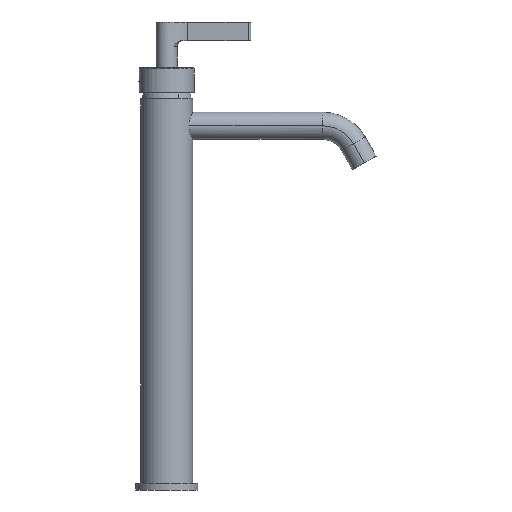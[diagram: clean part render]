
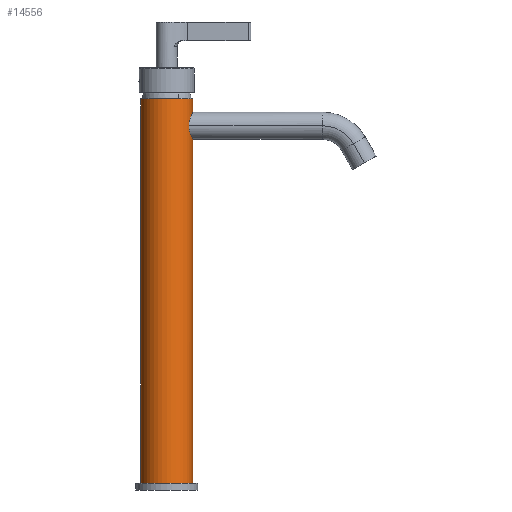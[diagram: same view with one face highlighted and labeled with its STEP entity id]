
A CAD part, front view. The second image highlights one B-rep face of the part: STEP entity #14556.
In plain terms, the highlighted cylindrical face has radius 21 mm (diameter 42 mm), a partial arc.
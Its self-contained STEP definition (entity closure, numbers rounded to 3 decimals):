
#14351=CARTESIAN_POINT('Vertex',(21.,0.,246.5)) ;
#14353=CARTESIAN_POINT('Vertex',(-21.,0.,246.5)) ;
#14356=CARTESIAN_POINT('Axis2P3D Location',(0.,0.,246.5)) ;
#14416=CARTESIAN_POINT('Axis2P3D Location',(0.,0.,114.5)) ;
#14421=CARTESIAN_POINT('Line Origine',(21.,0.,114.5)) ;
#14425=CARTESIAN_POINT('Vertex',(21.,0.,235.5)) ;
#14463=CARTESIAN_POINT('Vertex',(21.,0.,213.5)) ;
#14466=CARTESIAN_POINT('Line Origine',(21.,0.,114.5)) ;
#14470=CARTESIAN_POINT('Vertex',(21.,0.,-65.)) ;
#14477=CARTESIAN_POINT('Vertex',(-21.,0.,-65.)) ;
#14480=CARTESIAN_POINT('Line Origine',(-21.,0.,114.5)) ;
#14484=CARTESIAN_POINT('Vertex',(-21.,0.,234.5)) ;
#14487=CARTESIAN_POINT('Line Origine',(-21.,0.,114.5)) ;
#14504=CARTESIAN_POINT('Axis2P3D Location',(0.,0.,-65.)) ;
#14510=CARTESIAN_POINT('Control Point',(17.889,-11.,224.5)) ;
#14511=CARTESIAN_POINT('Control Point',(17.889,-11.,223.122)) ;
#14512=CARTESIAN_POINT('Control Point',(18.021,-10.784,221.744)) ;
#14513=CARTESIAN_POINT('Control Point',(18.286,-10.354,220.434)) ;
#14514=CARTESIAN_POINT('Control Point',(18.842,-9.344,218.433)) ;
#14515=CARTESIAN_POINT('Control Point',(19.475,-7.897,216.768)) ;
#14516=CARTESIAN_POINT('Control Point',(19.725,-7.259,216.166)) ;
#14517=CARTESIAN_POINT('Control Point',(20.289,-5.612,214.894)) ;
#14518=CARTESIAN_POINT('Control Point',(20.725,-3.676,214.024)) ;
#14519=CARTESIAN_POINT('Control Point',(20.909,-2.479,213.675)) ;
#14520=CARTESIAN_POINT('Control Point',(21.,-1.24,213.5)) ;
#14521=CARTESIAN_POINT('Control Point',(21.,0.,213.5)) ;
#14522=CARTESIAN_POINT('Vertex',(17.889,-11.,224.5)) ;
#14526=CARTESIAN_POINT('Control Point',(17.889,-11.,224.5)) ;
#14527=CARTESIAN_POINT('Control Point',(17.889,-11.,225.878)) ;
#14528=CARTESIAN_POINT('Control Point',(18.021,-10.784,227.256)) ;
#14529=CARTESIAN_POINT('Control Point',(18.286,-10.354,228.566)) ;
#14530=CARTESIAN_POINT('Control Point',(18.912,-9.217,230.819)) ;
#14531=CARTESIAN_POINT('Control Point',(19.635,-7.526,232.645)) ;
#14532=CARTESIAN_POINT('Control Point',(19.963,-6.634,233.389)) ;
#14533=CARTESIAN_POINT('Control Point',(20.256,-5.646,234.013)) ;
#14534=CARTESIAN_POINT('Control Point',(20.494,-4.583,234.5)) ;
#14535=CARTESIAN_POINT('Vertex',(20.494,-4.583,234.5)) ;
#14539=CARTESIAN_POINT('Control Point',(20.494,-4.583,234.5)) ;
#14540=CARTESIAN_POINT('Control Point',(20.731,-3.522,234.986)) ;
#14541=CARTESIAN_POINT('Control Point',(20.91,-2.381,235.328)) ;
#14542=CARTESIAN_POINT('Control Point',(21.,-1.19,235.5)) ;
#14543=CARTESIAN_POINT('Control Point',(21.,0.,235.5)) ;
#14423=VECTOR('Line Direction',#14422,1.) ;
#14468=VECTOR('Line Direction',#14467,1.) ;
#14482=VECTOR('Line Direction',#14481,1.) ;
#14489=VECTOR('Line Direction',#14488,1.) ;
#14357=DIRECTION('Axis2P3D Direction',(0.,0.,1.)) ;
#14417=DIRECTION('Axis2P3D Direction',(0.,0.,-1.)) ;
#14418=DIRECTION('Axis2P3D XDirection',(1.,0.,0.)) ;
#14422=DIRECTION('Vector Direction',(0.,0.,-1.)) ;
#14467=DIRECTION('Vector Direction',(0.,0.,-1.)) ;
#14481=DIRECTION('Vector Direction',(0.,0.,-1.)) ;
#14488=DIRECTION('Vector Direction',(0.,0.,-1.)) ;
#14505=DIRECTION('Axis2P3D Direction',(0.,0.,-1.)) ;
#14358=AXIS2_PLACEMENT_3D('Circle Axis2P3D',#14356,#14357,$) ;
#14419=AXIS2_PLACEMENT_3D('Cylinder Axis2P3D',#14416,#14417,#14418) ;
#14506=AXIS2_PLACEMENT_3D('Circle Axis2P3D',#14504,#14505,$) ;
#14424=LINE('Line',#14421,#14423) ;
#14469=LINE('Line',#14466,#14468) ;
#14483=LINE('Line',#14480,#14482) ;
#14490=LINE('Line',#14487,#14489) ;
#14359=CIRCLE('generated circle',#14358,21.) ;
#14507=CIRCLE('generated circle',#14506,21.) ;
#14420=CYLINDRICAL_SURFACE('generated cylinder',#14419,21.) ;
#14360=EDGE_CURVE('',#14354,#14352,#14359,.T.) ;
#14427=EDGE_CURVE('',#14426,#14352,#14424,.F.) ;
#14472=EDGE_CURVE('',#14471,#14464,#14469,.F.) ;
#14486=EDGE_CURVE('',#14478,#14485,#14483,.F.) ;
#14491=EDGE_CURVE('',#14485,#14354,#14490,.F.) ;
#14508=EDGE_CURVE('',#14471,#14478,#14507,.T.) ;
#14524=EDGE_CURVE('',#14523,#14464,#14509,.T.) ;
#14537=EDGE_CURVE('',#14523,#14536,#14525,.T.) ;
#14544=EDGE_CURVE('',#14536,#14426,#14538,.T.) ;
#14546=ORIENTED_EDGE('',*,*,#14491,.F.) ;
#14547=ORIENTED_EDGE('',*,*,#14486,.F.) ;
#14548=ORIENTED_EDGE('',*,*,#14508,.F.) ;
#14549=ORIENTED_EDGE('',*,*,#14472,.T.) ;
#14550=ORIENTED_EDGE('',*,*,#14524,.F.) ;
#14551=ORIENTED_EDGE('',*,*,#14537,.T.) ;
#14552=ORIENTED_EDGE('',*,*,#14544,.T.) ;
#14553=ORIENTED_EDGE('',*,*,#14427,.T.) ;
#14554=ORIENTED_EDGE('',*,*,#14360,.F.) ;
#14545=EDGE_LOOP('',(#14546,#14547,#14548,#14549,#14550,#14551,#14552,#14553,#14554)) ;
#14352=VERTEX_POINT('',#14351) ;
#14354=VERTEX_POINT('',#14353) ;
#14426=VERTEX_POINT('',#14425) ;
#14464=VERTEX_POINT('',#14463) ;
#14471=VERTEX_POINT('',#14470) ;
#14478=VERTEX_POINT('',#14477) ;
#14485=VERTEX_POINT('',#14484) ;
#14523=VERTEX_POINT('',#14522) ;
#14536=VERTEX_POINT('',#14535) ;
#14556=ADVANCED_FACE('PR0440.002_AllCATPart.2\\PartBody',(#14555),#14420,.T.) ;
#14509=B_SPLINE_CURVE_WITH_KNOTS('',5,(#14510,#14511,#14512,#14513,#14514,#14515,#14516,#14517,#14518,#14519,#14520,#14521),.UNSPECIFIED.,.F.,.U.,(6,3,3,6),(0.,9.742,16.151,24.917),.UNSPECIFIED.) ;
#14525=B_SPLINE_CURVE_WITH_KNOTS('',5,(#14526,#14527,#14528,#14529,#14530,#14531,#14532,#14533,#14534),.UNSPECIFIED.,.F.,.U.,(6,3,6),(0.,9.742,18.183),.UNSPECIFIED.) ;
#14538=B_SPLINE_CURVE_WITH_KNOTS('',4,(#14539,#14540,#14541,#14542,#14543),.UNSPECIFIED.,.F.,.U.,(5,5),(18.183,24.917),.UNSPECIFIED.) ;
#14555=FACE_OUTER_BOUND('',#14545,.T.) ;
